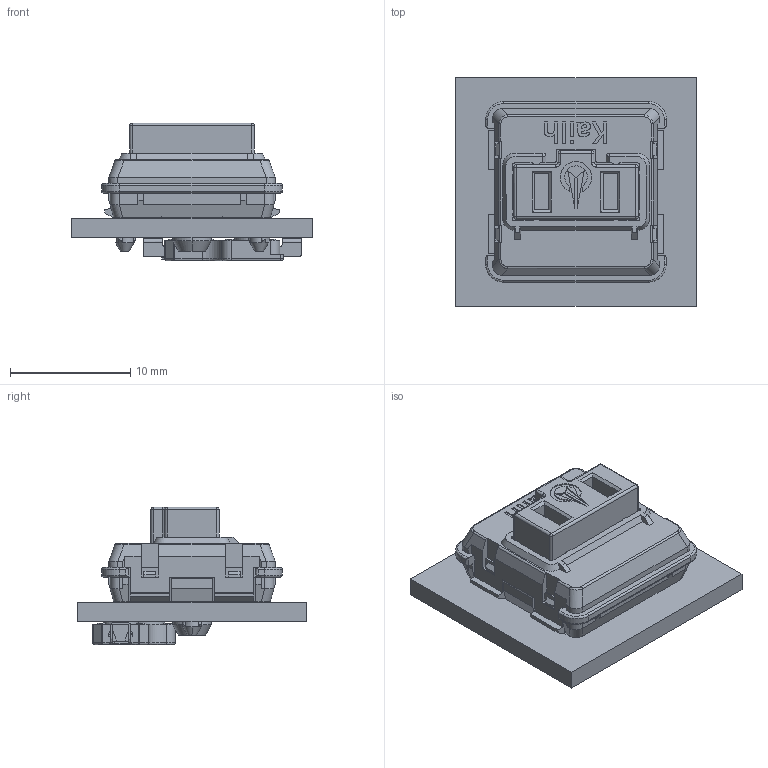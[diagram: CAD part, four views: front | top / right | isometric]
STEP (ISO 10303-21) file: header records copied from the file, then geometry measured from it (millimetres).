
FILE_DESCRIPTION(('KiCad electronic assembly'),'2;1');
FILE_NAME('single-choc-v1-hotswap.step','2024-12-05T18:11:56',('Pcbnew') ,('Kicad'),'Open CASCADE STEP processor 7.7','KiCad to STEP converter' ,'Unknown');
FILE_SCHEMA(('AUTOMOTIVE_DESIGN { 1 0 10303 214 1 1 1 1 }'));
Length unit declared in the file: millimetre
Products named in the file (6): single-choc-v1-hotswap 1; Choc_V1; SW_Hotswap_Kailh_Choc_v1; SW_Kailh_Choc_V1_cp; main (2)_PCB
Assembly tree (5 placements, depth 3):
  single-choc-v1-hotswap 1
    Choc_V1
      SW_Hotswap_Kailh_Choc_v1
    Choc_V1
      SW_Kailh_Choc_V1_cp
    main (2)_PCB
Bounding box: 20 x 19 x 11.42 mm (x, y, z)
Volume: 1571.7 mm3; surface area: 2730.4 mm2
Topology: 9 solids, 9 shells, 989 faces, 2652 edges, 1698 vertices
Faces by surface type: plane 586, bspline 279, cylinder 120, cone 4
Full cylindrical faces by diameter (mm): 1.9 x2, 3 x3, 3.4 x1
Entity records: 39356 total; most frequent: CARTESIAN_POINT 11919, ORIENTED_EDGE 5298, DIRECTION 2681, EDGE_CURVE 2649, VERTEX_POINT 1698, B_SPLINE_CURVE_WITH_KNOTS 1257, FACE_BOUND 1053, EDGE_LOOP 1053
